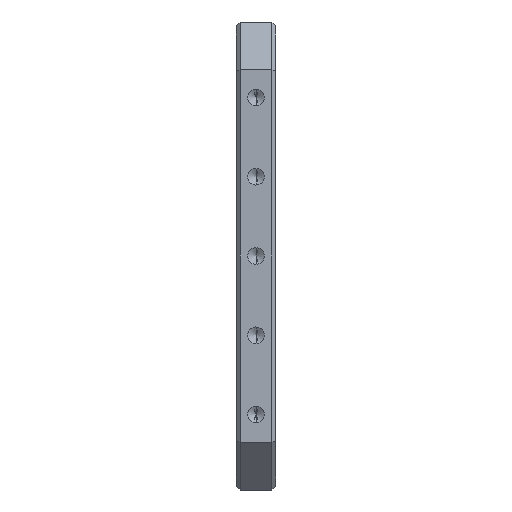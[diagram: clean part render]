
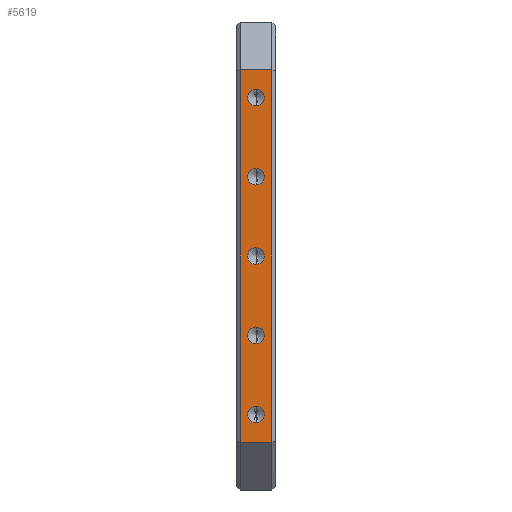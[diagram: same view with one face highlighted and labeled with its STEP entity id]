
A CAD part, left-side view. The second image highlights one B-rep face of the part: STEP entity #5619.
In plain terms, the highlighted planar face has unit normal (-1, 0, 0).
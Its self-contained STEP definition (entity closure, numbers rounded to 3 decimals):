
#85 = DIRECTION ( 'NONE',  ( -1., 0., 0. ) ) ;
#90 = VECTOR ( 'NONE', #4279, 1000. ) ;
#108 = EDGE_CURVE ( 'NONE', #6029, #2417, #595, .T. ) ;
#172 = ORIENTED_EDGE ( 'NONE', *, *, #3409, .T. ) ;
#203 = CARTESIAN_POINT ( 'NONE',  ( -70., 0., 40. ) ) ;
#222 = EDGE_LOOP ( 'NONE', ( #2867, #4855, #2965, #172 ) ) ;
#279 = LINE ( 'NONE', #5733, #1788 ) ;
#289 = CARTESIAN_POINT ( 'NONE',  ( -70., 5., -47.075 ) ) ;
#382 = CIRCLE ( 'NONE', #3382, 2.1 ) ;
#495 = CARTESIAN_POINT ( 'NONE',  ( -70., 5., 47.075 ) ) ;
#595 = LINE ( 'NONE', #4611, #3150 ) ;
#604 = EDGE_LOOP ( 'NONE', ( #3352, #940 ) ) ;
#608 = DIRECTION ( 'NONE',  ( 0., 0., 1. ) ) ;
#615 = DIRECTION ( 'NONE',  ( -1., 0., 0. ) ) ;
#627 = VERTEX_POINT ( 'NONE', #4058 ) ;
#692 = EDGE_CURVE ( 'NONE', #2214, #5855, #5119, .T. ) ;
#694 = EDGE_LOOP ( 'NONE', ( #3703, #4388 ) ) ;
#724 = DIRECTION ( 'NONE',  ( 0., 0., 1. ) ) ;
#732 = VERTEX_POINT ( 'NONE', #5782 ) ;
#775 = CIRCLE ( 'NONE', #4822, 2.1 ) ;
#884 = CIRCLE ( 'NONE', #5029, 2.1 ) ;
#940 = ORIENTED_EDGE ( 'NONE', *, *, #4748, .F. ) ;
#956 = CARTESIAN_POINT ( 'NONE',  ( -70., 0., 2.1 ) ) ;
#1177 = VERTEX_POINT ( 'NONE', #4490 ) ;
#1210 = DIRECTION ( 'NONE',  ( -1., 0., 0. ) ) ;
#1303 = AXIS2_PLACEMENT_3D ( 'NONE', #3356, #2971, #1959 ) ;
#1347 = EDGE_LOOP ( 'NONE', ( #2353, #1846 ) ) ;
#1522 = AXIS2_PLACEMENT_3D ( 'NONE', #203, #1210, #724 ) ;
#1552 = FACE_BOUND ( 'NONE', #694, .T. ) ;
#1565 = EDGE_CURVE ( 'NONE', #1177, #3474, #775, .T. ) ;
#1610 = FACE_BOUND ( 'NONE', #604, .T. ) ;
#1613 = DIRECTION ( 'NONE',  ( -1., 0., 0. ) ) ;
#1619 = VECTOR ( 'NONE', #5825, 1000. ) ;
#1788 = VECTOR ( 'NONE', #3331, 1000. ) ;
#1832 = CARTESIAN_POINT ( 'NONE',  ( -70., 0., -37.9 ) ) ;
#1846 = ORIENTED_EDGE ( 'NONE', *, *, #1565, .F. ) ;
#1870 = DIRECTION ( 'NONE',  ( 0., 0., 1. ) ) ;
#1906 = CARTESIAN_POINT ( 'NONE',  ( -70., 0., 20. ) ) ;
#1959 = DIRECTION ( 'NONE',  ( 0., 0., 1. ) ) ;
#1968 = DIRECTION ( 'NONE',  ( -1., 0., 0. ) ) ;
#1970 = EDGE_CURVE ( 'NONE', #5867, #6057, #884, .T. ) ;
#1981 = CARTESIAN_POINT ( 'NONE',  ( -70., 0., 40. ) ) ;
#2105 = DIRECTION ( 'NONE',  ( 0., 0., 1. ) ) ;
#2147 = CARTESIAN_POINT ( 'NONE',  ( -70., -4., 47.075 ) ) ;
#2191 = DIRECTION ( 'NONE',  ( -1., 0., 0. ) ) ;
#2214 = VERTEX_POINT ( 'NONE', #1832 ) ;
#2291 = EDGE_CURVE ( 'NONE', #3474, #1177, #5766, .T. ) ;
#2353 = ORIENTED_EDGE ( 'NONE', *, *, #2291, .F. ) ;
#2417 = VERTEX_POINT ( 'NONE', #2147 ) ;
#2474 = DIRECTION ( 'NONE',  ( -1., 0., 0. ) ) ;
#2487 = DIRECTION ( 'NONE',  ( -1., 0., 0. ) ) ;
#2519 = EDGE_CURVE ( 'NONE', #5881, #627, #5780, .T. ) ;
#2534 = EDGE_CURVE ( 'NONE', #6057, #5867, #382, .T. ) ;
#2535 = AXIS2_PLACEMENT_3D ( 'NONE', #4969, #615, #4540 ) ;
#2687 = CARTESIAN_POINT ( 'NONE',  ( -70., 0., -40. ) ) ;
#2700 = DIRECTION ( 'NONE',  ( 0., 0., 1. ) ) ;
#2792 = EDGE_LOOP ( 'NONE', ( #4321, #5309 ) ) ;
#2867 = ORIENTED_EDGE ( 'NONE', *, *, #5355, .T. ) ;
#2875 = ORIENTED_EDGE ( 'NONE', *, *, #6103, .F. ) ;
#2965 = ORIENTED_EDGE ( 'NONE', *, *, #3963, .F. ) ;
#2971 = DIRECTION ( 'NONE',  ( -1., 0., 0. ) ) ;
#3012 = CARTESIAN_POINT ( 'NONE',  ( -70., 0., 0. ) ) ;
#3089 = VERTEX_POINT ( 'NONE', #6399 ) ;
#3150 = VECTOR ( 'NONE', #2105, 1000. ) ;
#3176 = VERTEX_POINT ( 'NONE', #3984 ) ;
#3185 = VERTEX_POINT ( 'NONE', #956 ) ;
#3193 = CARTESIAN_POINT ( 'NONE',  ( -70., 0., -20. ) ) ;
#3331 = DIRECTION ( 'NONE',  ( 0., 0., -1. ) ) ;
#3352 = ORIENTED_EDGE ( 'NONE', *, *, #692, .F. ) ;
#3356 = CARTESIAN_POINT ( 'NONE',  ( -70., 0., 20. ) ) ;
#3372 = DIRECTION ( 'NONE',  ( 0., 0., 1. ) ) ;
#3382 = AXIS2_PLACEMENT_3D ( 'NONE', #3193, #3642, #2700 ) ;
#3409 = EDGE_CURVE ( 'NONE', #3176, #3089, #279, .T. ) ;
#3474 = VERTEX_POINT ( 'NONE', #6333 ) ;
#3504 = CIRCLE ( 'NONE', #4231, 2.1 ) ;
#3601 = DIRECTION ( 'NONE',  ( 0., 0., 1. ) ) ;
#3642 = DIRECTION ( 'NONE',  ( -1., 0., 0. ) ) ;
#3703 = ORIENTED_EDGE ( 'NONE', *, *, #3958, .F. ) ;
#3825 = CARTESIAN_POINT ( 'NONE',  ( -70., -4., -47.075 ) ) ;
#3958 = EDGE_CURVE ( 'NONE', #627, #5881, #5882, .T. ) ;
#3963 = EDGE_CURVE ( 'NONE', #3176, #2417, #5428, .T. ) ;
#3968 = DIRECTION ( 'NONE',  ( 0., 0., 1. ) ) ;
#3984 = CARTESIAN_POINT ( 'NONE',  ( -70., 4., 47.075 ) ) ;
#3995 = FACE_OUTER_BOUND ( 'NONE', #222, .T. ) ;
#4023 = CARTESIAN_POINT ( 'NONE',  ( -70., 0., 0. ) ) ;
#4058 = CARTESIAN_POINT ( 'NONE',  ( -70., 0., 42.1 ) ) ;
#4216 = CARTESIAN_POINT ( 'NONE',  ( -70., 0., 37.9 ) ) ;
#4219 = LINE ( 'NONE', #289, #90 ) ;
#4231 = AXIS2_PLACEMENT_3D ( 'NONE', #3012, #1968, #5934 ) ;
#4279 = DIRECTION ( 'NONE',  ( 0., -1., 0. ) ) ;
#4321 = ORIENTED_EDGE ( 'NONE', *, *, #1970, .F. ) ;
#4388 = ORIENTED_EDGE ( 'NONE', *, *, #2519, .F. ) ;
#4396 = AXIS2_PLACEMENT_3D ( 'NONE', #6079, #1613, #3601 ) ;
#4490 = CARTESIAN_POINT ( 'NONE',  ( -70., 0., 17.9 ) ) ;
#4503 = CARTESIAN_POINT ( 'NONE',  ( -70., 0., -22.1 ) ) ;
#4530 = AXIS2_PLACEMENT_3D ( 'NONE', #1981, #2474, #3968 ) ;
#4540 = DIRECTION ( 'NONE',  ( 0., 0., 1. ) ) ;
#4611 = CARTESIAN_POINT ( 'NONE',  ( -70., -4., 47.075 ) ) ;
#4642 = CIRCLE ( 'NONE', #6101, 2.1 ) ;
#4697 = CARTESIAN_POINT ( 'NONE',  ( -70., 0., -17.9 ) ) ;
#4748 = EDGE_CURVE ( 'NONE', #5855, #2214, #4642, .T. ) ;
#4822 = AXIS2_PLACEMENT_3D ( 'NONE', #1906, #4895, #3372 ) ;
#4855 = ORIENTED_EDGE ( 'NONE', *, *, #108, .T. ) ;
#4895 = DIRECTION ( 'NONE',  ( -1., 0., 0. ) ) ;
#4931 = CIRCLE ( 'NONE', #5972, 2.1 ) ;
#4947 = EDGE_CURVE ( 'NONE', #3185, #732, #3504, .T. ) ;
#4969 = CARTESIAN_POINT ( 'NONE',  ( -70., 5., 0. ) ) ;
#5029 = AXIS2_PLACEMENT_3D ( 'NONE', #5447, #2487, #1870 ) ;
#5055 = FACE_BOUND ( 'NONE', #2792, .T. ) ;
#5119 = CIRCLE ( 'NONE', #4396, 2.1 ) ;
#5160 = CARTESIAN_POINT ( 'NONE',  ( -70., 0., -42.1 ) ) ;
#5217 = DIRECTION ( 'NONE',  ( 0., 0., 1. ) ) ;
#5309 = ORIENTED_EDGE ( 'NONE', *, *, #2534, .F. ) ;
#5314 = EDGE_LOOP ( 'NONE', ( #6211, #2875 ) ) ;
#5355 = EDGE_CURVE ( 'NONE', #3089, #6029, #4219, .T. ) ;
#5428 = LINE ( 'NONE', #495, #1619 ) ;
#5447 = CARTESIAN_POINT ( 'NONE',  ( -70., 0., -20. ) ) ;
#5619 = ADVANCED_FACE ( 'NONE', ( #1610, #5055, #6440, #1552, #6013, #3995 ), #5979, .T. ) ;
#5733 = CARTESIAN_POINT ( 'NONE',  ( -70., 4., 0. ) ) ;
#5766 = CIRCLE ( 'NONE', #1303, 2.1 ) ;
#5780 = CIRCLE ( 'NONE', #1522, 2.1 ) ;
#5782 = CARTESIAN_POINT ( 'NONE',  ( -70., 0., -2.1 ) ) ;
#5825 = DIRECTION ( 'NONE',  ( 0., -1., 0. ) ) ;
#5855 = VERTEX_POINT ( 'NONE', #5160 ) ;
#5867 = VERTEX_POINT ( 'NONE', #4697 ) ;
#5881 = VERTEX_POINT ( 'NONE', #4216 ) ;
#5882 = CIRCLE ( 'NONE', #4530, 2.1 ) ;
#5934 = DIRECTION ( 'NONE',  ( 0., 0., 1. ) ) ;
#5972 = AXIS2_PLACEMENT_3D ( 'NONE', #4023, #85, #608 ) ;
#5979 = PLANE ( 'NONE',  #2535 ) ;
#6013 = FACE_BOUND ( 'NONE', #5314, .T. ) ;
#6029 = VERTEX_POINT ( 'NONE', #3825 ) ;
#6057 = VERTEX_POINT ( 'NONE', #4503 ) ;
#6079 = CARTESIAN_POINT ( 'NONE',  ( -70., 0., -40. ) ) ;
#6101 = AXIS2_PLACEMENT_3D ( 'NONE', #2687, #2191, #5217 ) ;
#6103 = EDGE_CURVE ( 'NONE', #732, #3185, #4931, .T. ) ;
#6211 = ORIENTED_EDGE ( 'NONE', *, *, #4947, .F. ) ;
#6333 = CARTESIAN_POINT ( 'NONE',  ( -70., 0., 22.1 ) ) ;
#6399 = CARTESIAN_POINT ( 'NONE',  ( -70., 4., -47.075 ) ) ;
#6440 = FACE_BOUND ( 'NONE', #1347, .T. ) ;
